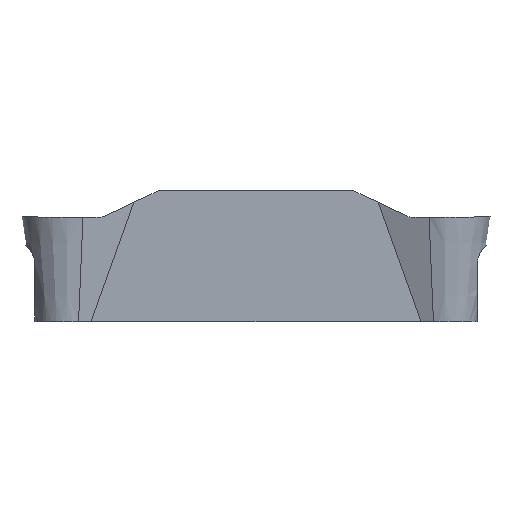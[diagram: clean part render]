
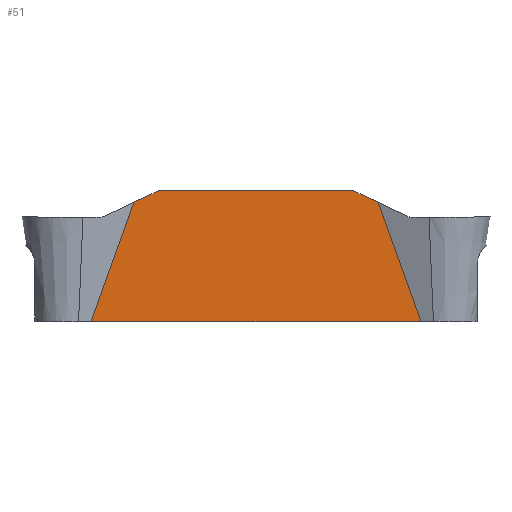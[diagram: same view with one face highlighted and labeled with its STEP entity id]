
A CAD part, left-side view. The second image highlights one B-rep face of the part: STEP entity #51.
In plain terms, the highlighted planar face has unit normal (-1, 0, 0).
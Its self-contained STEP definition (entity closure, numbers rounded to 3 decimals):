
#51=ADVANCED_FACE('SIDE_IB_1_SU5',(#89),#75,.F.);
#75=PLANE('',#497);
#89=FACE_OUTER_BOUND('',#111,.T.);
#111=EDGE_LOOP('',(#137,#138,#139,#140,#141,#142));
#137=ORIENTED_EDGE('',*,*,#297,.F.);
#138=ORIENTED_EDGE('',*,*,#298,.T.);
#139=ORIENTED_EDGE('',*,*,#299,.F.);
#140=ORIENTED_EDGE('',*,*,#300,.F.);
#141=ORIENTED_EDGE('',*,*,#301,.F.);
#142=ORIENTED_EDGE('',*,*,#302,.T.);
#257=VERTEX_POINT('',#679);
#258=VERTEX_POINT('',#680);
#259=VERTEX_POINT('',#682);
#260=VERTEX_POINT('',#684);
#261=VERTEX_POINT('',#686);
#262=VERTEX_POINT('',#688);
#297=EDGE_CURVE('',#257,#258,#357,.T.);
#298=EDGE_CURVE('',#257,#259,#358,.T.);
#299=EDGE_CURVE('',#260,#259,#359,.T.);
#300=EDGE_CURVE('',#261,#260,#360,.T.);
#301=EDGE_CURVE('',#262,#261,#361,.T.);
#302=EDGE_CURVE('',#262,#258,#362,.T.);
#357=LINE('',#678,#397);
#358=LINE('',#681,#398);
#359=LINE('',#683,#399);
#360=LINE('',#685,#400);
#361=LINE('',#687,#401);
#362=LINE('',#689,#402);
#397=VECTOR('',#523,1.);
#398=VECTOR('',#524,1.);
#399=VECTOR('',#525,1.);
#400=VECTOR('',#526,1.);
#401=VECTOR('',#527,1.);
#402=VECTOR('',#528,1.);
#497=AXIS2_PLACEMENT_3D('',#690,#529,#530);
#523=DIRECTION('',(0.,-1.,0.));
#524=DIRECTION('',(0.,0.904,-0.427));
#525=DIRECTION('',(0.,-0.338,0.941));
#526=DIRECTION('',(0.,1.,0.));
#527=DIRECTION('',(0.,-0.338,-0.941));
#528=DIRECTION('',(0.,0.904,0.427));
#529=DIRECTION('',(1.,0.,0.));
#530=DIRECTION('',(0.,0.,-1.));
#678=CARTESIAN_POINT('',(-1.15,0.,1.192));
#679=CARTESIAN_POINT('',(-1.15,4.276,1.192));
#680=CARTESIAN_POINT('',(-1.15,-4.276,1.192));
#681=CARTESIAN_POINT('',(-1.15,1.24,2.626));
#682=CARTESIAN_POINT('',(-1.15,5.391,0.666));
#683=CARTESIAN_POINT('',(-1.15,4.988,1.791));
#684=CARTESIAN_POINT('',(-1.15,7.279,-4.592));
#685=CARTESIAN_POINT('',(-1.15,0.,-4.592));
#686=CARTESIAN_POINT('',(-1.15,-7.279,-4.592));
#687=CARTESIAN_POINT('',(-1.15,-4.988,1.791));
#688=CARTESIAN_POINT('',(-1.15,-5.391,0.666));
#689=CARTESIAN_POINT('',(-1.15,-1.24,2.626));
#690=CARTESIAN_POINT('',(-1.15,0.,0.));
